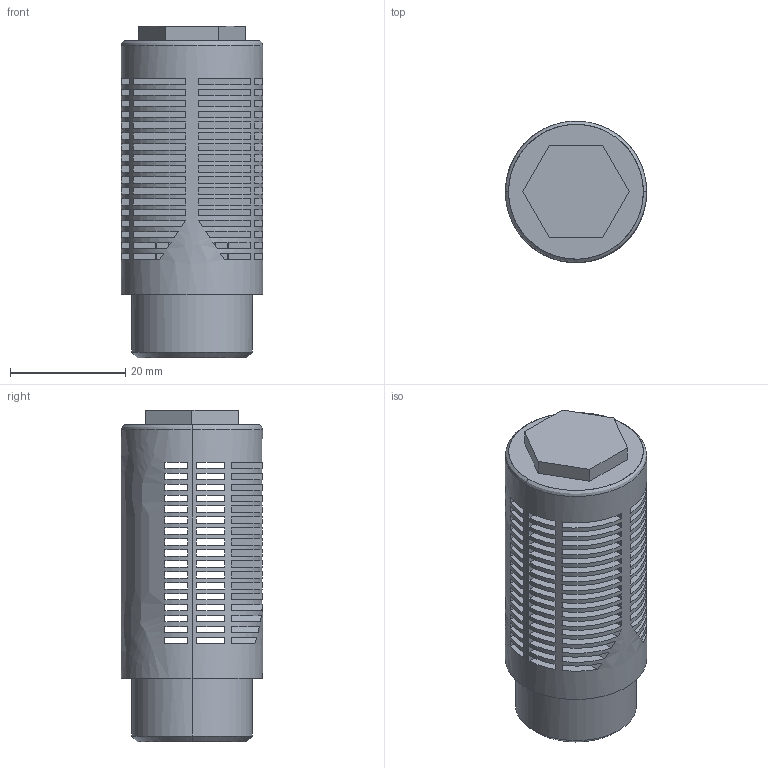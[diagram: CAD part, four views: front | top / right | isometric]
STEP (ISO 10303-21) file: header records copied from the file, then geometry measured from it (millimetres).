
FILE_DESCRIPTION(/* description */ (''),/* implementation_level */ '2;1');
FILE_NAME(/* name */ 'MV11~A5U',/* time_stamp */ '2018-11-13T15:28:05+01:00',/* author */ (''),/* organization */ (''),/* preprocessor_version */ 'ST-DEVELOPER v15',/* originating_system */ '',/* authorisation */ '');
FILE_SCHEMA (('CONFIG_CONTROL_DESIGN'));
Length unit declared in the file: millimetre
Products named in the file (1): Document
Bounding box: 24.5 x 24.5 x 57.48 mm (x, y, z)
Volume: 554.3 mm3; surface area: 17191.9 mm2
Topology: 1 solids, 397 shells, 404 faces, 2575 edges, 2569 vertices
Faces by surface type: plane 394, bspline 10
Entity records: 22311 total; most frequent: CARTESIAN_POINT 8993, ORIENTED_EDGE 2593, EDGE_CURVE 2575, VERTEX_POINT 2569, B_SPLINE_CURVE_WITH_KNOTS 2082, EDGE_LOOP 512, ADVANCED_FACE 404, FACE_OUTER_BOUND 404
